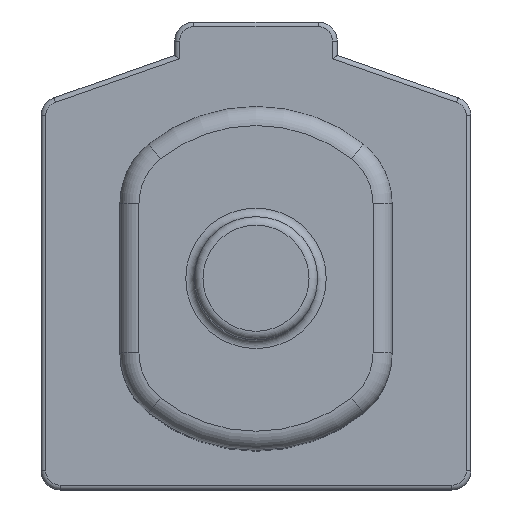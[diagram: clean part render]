
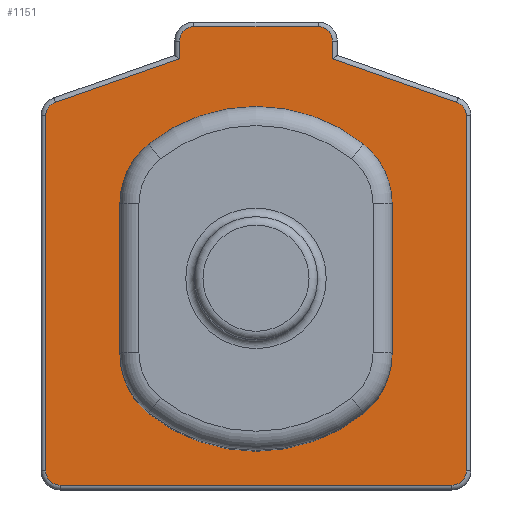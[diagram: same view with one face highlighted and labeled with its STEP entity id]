
A CAD part, top view. The second image highlights one B-rep face of the part: STEP entity #1151.
In plain terms, the highlighted planar face has unit normal (0, 0, 1).
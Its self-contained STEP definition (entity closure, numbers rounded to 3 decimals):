
#34=LINE('',#1874,#105);
#35=LINE('',#1878,#106);
#36=LINE('',#1882,#107);
#37=LINE('',#1884,#108);
#38=LINE('',#1888,#109);
#39=LINE('',#1892,#110);
#40=LINE('',#1894,#111);
#41=LINE('',#1898,#112);
#42=LINE('',#1906,#113);
#43=LINE('',#1914,#114);
#105=VECTOR('',#1459,41.);
#106=VECTOR('',#1464,37.153);
#107=VECTOR('',#1467,13.775);
#108=VECTOR('',#1468,1.844);
#109=VECTOR('',#1471,13.);
#110=VECTOR('',#1474,1.844);
#111=VECTOR('',#1475,13.775);
#112=VECTOR('',#1478,37.153);
#113=VECTOR('',#1485,15.616);
#114=VECTOR('',#1492,15.616);
#194=PLANE('',#1249);
#252=FACE_BOUND('',#356,.T.);
#270=FACE_OUTER_BOUND('',#355,.T.);
#355=EDGE_LOOP('',(#827,#828,#829,#830,#831,#832,#833,#834,#835,#836,#837,
#838,#839,#840));
#356=EDGE_LOOP('',(#841,#842,#843,#844,#845,#846,#847,#848));
#442=CIRCLE('',#1242,1.5);
#445=CIRCLE('',#1250,1.5);
#446=CIRCLE('',#1251,1.5);
#447=CIRCLE('',#1252,1.5);
#448=CIRCLE('',#1253,1.5);
#449=CIRCLE('',#1254,1.5);
#450=CIRCLE('',#1255,18.);
#451=CIRCLE('',#1256,8.);
#452=CIRCLE('',#1257,8.);
#453=CIRCLE('',#1258,18.);
#454=CIRCLE('',#1259,8.);
#455=CIRCLE('',#1260,8.);
#527=VERTEX_POINT('',#1851);
#530=VERTEX_POINT('',#1856);
#534=VERTEX_POINT('',#1873);
#535=VERTEX_POINT('',#1877);
#536=VERTEX_POINT('',#1879);
#537=VERTEX_POINT('',#1881);
#538=VERTEX_POINT('',#1883);
#539=VERTEX_POINT('',#1885);
#540=VERTEX_POINT('',#1887);
#541=VERTEX_POINT('',#1889);
#542=VERTEX_POINT('',#1891);
#543=VERTEX_POINT('',#1893);
#544=VERTEX_POINT('',#1895);
#545=VERTEX_POINT('',#1897);
#546=VERTEX_POINT('',#1900);
#547=VERTEX_POINT('',#1901);
#548=VERTEX_POINT('',#1903);
#549=VERTEX_POINT('',#1905);
#550=VERTEX_POINT('',#1907);
#551=VERTEX_POINT('',#1909);
#552=VERTEX_POINT('',#1911);
#553=VERTEX_POINT('',#1913);
#634=EDGE_CURVE('',#530,#527,#442,.T.);
#642=EDGE_CURVE('',#527,#534,#34,.T.);
#644=EDGE_CURVE('',#535,#530,#35,.T.);
#645=EDGE_CURVE('',#536,#535,#445,.T.);
#646=EDGE_CURVE('',#537,#536,#36,.T.);
#647=EDGE_CURVE('',#538,#537,#37,.T.);
#648=EDGE_CURVE('',#539,#538,#446,.T.);
#649=EDGE_CURVE('',#540,#539,#38,.T.);
#650=EDGE_CURVE('',#541,#540,#447,.T.);
#651=EDGE_CURVE('',#542,#541,#39,.T.);
#652=EDGE_CURVE('',#543,#542,#40,.T.);
#653=EDGE_CURVE('',#544,#543,#448,.T.);
#654=EDGE_CURVE('',#545,#544,#41,.T.);
#655=EDGE_CURVE('',#534,#545,#449,.T.);
#656=EDGE_CURVE('',#546,#547,#450,.T.);
#657=EDGE_CURVE('',#548,#546,#451,.T.);
#658=EDGE_CURVE('',#548,#549,#42,.T.);
#659=EDGE_CURVE('',#550,#549,#452,.T.);
#660=EDGE_CURVE('',#551,#550,#453,.T.);
#661=EDGE_CURVE('',#552,#551,#454,.T.);
#662=EDGE_CURVE('',#552,#553,#43,.T.);
#663=EDGE_CURVE('',#547,#553,#455,.T.);
#827=ORIENTED_EDGE('',*,*,#634,.F.);
#828=ORIENTED_EDGE('',*,*,#644,.F.);
#829=ORIENTED_EDGE('',*,*,#645,.F.);
#830=ORIENTED_EDGE('',*,*,#646,.F.);
#831=ORIENTED_EDGE('',*,*,#647,.F.);
#832=ORIENTED_EDGE('',*,*,#648,.F.);
#833=ORIENTED_EDGE('',*,*,#649,.F.);
#834=ORIENTED_EDGE('',*,*,#650,.F.);
#835=ORIENTED_EDGE('',*,*,#651,.F.);
#836=ORIENTED_EDGE('',*,*,#652,.F.);
#837=ORIENTED_EDGE('',*,*,#653,.F.);
#838=ORIENTED_EDGE('',*,*,#654,.F.);
#839=ORIENTED_EDGE('',*,*,#655,.F.);
#840=ORIENTED_EDGE('',*,*,#642,.F.);
#841=ORIENTED_EDGE('',*,*,#656,.F.);
#842=ORIENTED_EDGE('',*,*,#657,.F.);
#843=ORIENTED_EDGE('',*,*,#658,.T.);
#844=ORIENTED_EDGE('',*,*,#659,.F.);
#845=ORIENTED_EDGE('',*,*,#660,.F.);
#846=ORIENTED_EDGE('',*,*,#661,.F.);
#847=ORIENTED_EDGE('',*,*,#662,.T.);
#848=ORIENTED_EDGE('',*,*,#663,.F.);
#1151=ADVANCED_FACE('',(#270,#252),#194,.T.);
#1242=AXIS2_PLACEMENT_3D('',#1858,#1441,#1442);
#1249=AXIS2_PLACEMENT_3D('',#1876,#1462,#1463);
#1250=AXIS2_PLACEMENT_3D('',#1880,#1465,#1466);
#1251=AXIS2_PLACEMENT_3D('',#1886,#1469,#1470);
#1252=AXIS2_PLACEMENT_3D('',#1890,#1472,#1473);
#1253=AXIS2_PLACEMENT_3D('',#1896,#1476,#1477);
#1254=AXIS2_PLACEMENT_3D('',#1899,#1479,#1480);
#1255=AXIS2_PLACEMENT_3D('',#1902,#1481,#1482);
#1256=AXIS2_PLACEMENT_3D('',#1904,#1483,#1484);
#1257=AXIS2_PLACEMENT_3D('',#1908,#1486,#1487);
#1258=AXIS2_PLACEMENT_3D('',#1910,#1488,#1489);
#1259=AXIS2_PLACEMENT_3D('',#1912,#1490,#1491);
#1260=AXIS2_PLACEMENT_3D('',#1915,#1493,#1494);
#1441=DIRECTION('center_axis',(0.,0.,-1.));
#1442=DIRECTION('ref_axis',(0.707,-0.707,0.));
#1459=DIRECTION('',(-1.,0.,0.));
#1462=DIRECTION('center_axis',(0.,0.,1.));
#1463=DIRECTION('ref_axis',(1.,0.,0.));
#1464=DIRECTION('',(0.,-1.,0.));
#1465=DIRECTION('center_axis',(0.,0.,-1.));
#1466=DIRECTION('ref_axis',(0.816,0.578,0.));
#1467=DIRECTION('',(0.944,-0.331,0.));
#1468=DIRECTION('',(0.,-1.,0.));
#1469=DIRECTION('center_axis',(0.,0.,-1.));
#1470=DIRECTION('ref_axis',(0.707,0.707,0.));
#1471=DIRECTION('',(1.,0.,0.));
#1472=DIRECTION('center_axis',(0.,0.,-1.));
#1473=DIRECTION('ref_axis',(-0.707,0.707,0.));
#1474=DIRECTION('',(0.,1.,0.));
#1475=DIRECTION('',(0.944,0.331,0.));
#1476=DIRECTION('center_axis',(0.,0.,-1.));
#1477=DIRECTION('ref_axis',(-0.816,0.578,0.));
#1478=DIRECTION('',(0.,1.,0.));
#1479=DIRECTION('center_axis',(0.,0.,-1.));
#1480=DIRECTION('ref_axis',(-0.707,-0.707,0.));
#1481=DIRECTION('center_axis',(0.,0.,1.));
#1482=DIRECTION('ref_axis',(-1.,0.,0.));
#1483=DIRECTION('center_axis',(0.,0.,1.));
#1484=DIRECTION('ref_axis',(-0.901,-0.433,0.));
#1485=DIRECTION('',(0.,1.,0.));
#1486=DIRECTION('center_axis',(0.,0.,1.));
#1487=DIRECTION('ref_axis',(-0.901,0.433,0.));
#1488=DIRECTION('center_axis',(0.,0.,1.));
#1489=DIRECTION('ref_axis',(-1.,0.,0.));
#1490=DIRECTION('center_axis',(0.,0.,1.));
#1491=DIRECTION('ref_axis',(0.901,0.433,0.));
#1492=DIRECTION('',(0.,-1.,0.));
#1493=DIRECTION('center_axis',(0.,0.,1.));
#1494=DIRECTION('ref_axis',(0.901,-0.433,0.));
#1851=CARTESIAN_POINT('',(20.5,-21.55,-55.3));
#1856=CARTESIAN_POINT('',(22.,-20.05,-55.3));
#1858=CARTESIAN_POINT('Origin',(20.5,-20.05,-55.3));
#1873=CARTESIAN_POINT('',(-20.5,-21.55,-55.3));
#1874=CARTESIAN_POINT('',(-11.25,-21.55,-55.3));
#1876=CARTESIAN_POINT('Origin',(0.,-18.382,
-55.3));
#1877=CARTESIAN_POINT('',(22.,17.103,-55.3));
#1878=CARTESIAN_POINT('',(22.,-20.216,-55.3));
#1879=CARTESIAN_POINT('',(20.997,18.518,-55.3));
#1880=CARTESIAN_POINT('Origin',(20.5,17.103,-55.3));
#1881=CARTESIAN_POINT('',(8.,23.083,-55.3));
#1882=CARTESIAN_POINT('',(17.419,19.775,-55.3));
#1883=CARTESIAN_POINT('',(8.,24.927,-55.3));
#1884=CARTESIAN_POINT('',(8.,2.528,-55.3));
#1885=CARTESIAN_POINT('',(6.5,26.427,-55.3));
#1886=CARTESIAN_POINT('Origin',(6.5,24.927,-55.3));
#1887=CARTESIAN_POINT('',(-6.5,26.427,-55.3));
#1888=CARTESIAN_POINT('',(4.25,26.427,-55.3));
#1889=CARTESIAN_POINT('',(-8.,24.927,-55.3));
#1890=CARTESIAN_POINT('Origin',(-6.5,24.927,-55.3));
#1891=CARTESIAN_POINT('',(-8.,23.083,-55.3));
#1892=CARTESIAN_POINT('',(-8.,4.273,-55.3));
#1893=CARTESIAN_POINT('',(-20.997,18.518,-55.3));
#1894=CARTESIAN_POINT('',(-11.088,21.998,-55.3));
#1895=CARTESIAN_POINT('',(-22.,17.103,-55.3));
#1896=CARTESIAN_POINT('Origin',(-20.5,17.103,-55.3));
#1897=CARTESIAN_POINT('',(-22.,-20.05,-55.3));
#1898=CARTESIAN_POINT('',(-22.,-0.639,-55.3));
#1899=CARTESIAN_POINT('Origin',(-20.5,-20.05,-55.3));
#1900=CARTESIAN_POINT('',(-11.246,-14.054,-55.3));
#1901=CARTESIAN_POINT('',(11.246,-14.054,-55.3));
#1902=CARTESIAN_POINT('Origin',(0.,0.,-55.3));
#1903=CARTESIAN_POINT('',(-14.248,-7.808,-55.3));
#1904=CARTESIAN_POINT('Origin',(-6.248,-7.808,-55.3));
#1905=CARTESIAN_POINT('',(-14.248,7.808,-55.3));
#1906=CARTESIAN_POINT('',(-14.248,-5.5,-55.3));
#1907=CARTESIAN_POINT('',(-11.246,14.054,-55.3));
#1908=CARTESIAN_POINT('Origin',(-6.248,7.808,-55.3));
#1909=CARTESIAN_POINT('',(11.246,14.054,-55.3));
#1910=CARTESIAN_POINT('Origin',(0.,0.,-55.3));
#1911=CARTESIAN_POINT('',(14.248,7.808,-55.3));
#1912=CARTESIAN_POINT('Origin',(6.248,7.808,-55.3));
#1913=CARTESIAN_POINT('',(14.248,-7.808,-55.3));
#1914=CARTESIAN_POINT('',(14.248,5.5,-55.3));
#1915=CARTESIAN_POINT('Origin',(6.248,-7.808,-55.3));
